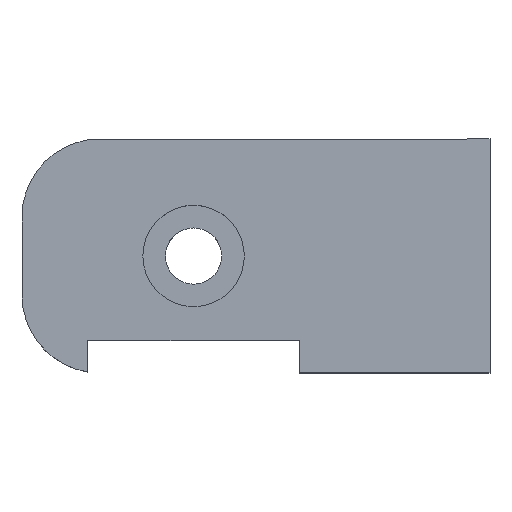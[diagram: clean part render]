
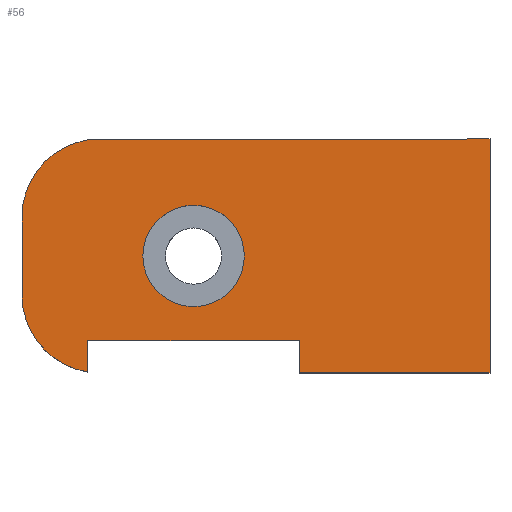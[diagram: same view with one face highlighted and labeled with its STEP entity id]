
A CAD part, top view. The second image highlights one B-rep face of the part: STEP entity #56.
In plain terms, the highlighted face is planar.
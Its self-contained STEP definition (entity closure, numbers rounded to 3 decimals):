
#3 = VERTEX_POINT ( 'NONE', #249 ) ;
#13 = EDGE_CURVE ( 'NONE', #308, #356, #302, .T. ) ;
#25 = AXIS2_PLACEMENT_3D ( 'NONE', #30, #420, #378 ) ;
#28 = ORIENTED_EDGE ( 'NONE', *, *, #296, .F. ) ;
#30 = CARTESIAN_POINT ( 'NONE',  ( -88.5, -133.5, -45.5 ) ) ;
#31 = AXIS2_PLACEMENT_3D ( 'NONE', #529, #523, #385 ) ;
#32 = CARTESIAN_POINT ( 'NONE',  ( -99.5, -131., -45.5 ) ) ;
#35 = CARTESIAN_POINT ( 'NONE',  ( -94.5, -131., -45.5 ) ) ;
#38 = DIRECTION ( 'NONE',  ( 1., -0.002, 0. ) ) ;
#47 = VERTEX_POINT ( 'NONE', #387 ) ;
#49 = CARTESIAN_POINT ( 'NONE',  ( -81.707, -128.063, -45.5 ) ) ;
#53 = CARTESIAN_POINT ( 'NONE',  ( -95.293, -140.937, -45.5 ) ) ;
#54 = AXIS2_PLACEMENT_3D ( 'NONE', #35, #456, #288 ) ;
#56 = ADVANCED_FACE ( 'NONE', ( #214, #398 ), #85, .T. ) ;
#57 = CARTESIAN_POINT ( 'NONE',  ( -95.293, -128.063, -45.5 ) ) ;
#62 = CARTESIAN_POINT ( 'NONE',  ( -81.707, -126., -45.5 ) ) ;
#69 = CARTESIAN_POINT ( 'NONE',  ( -69.5, -126., -45.5 ) ) ;
#74 = EDGE_CURVE ( 'NONE', #222, #3, #293, .T. ) ;
#84 = CARTESIAN_POINT ( 'NONE',  ( -88.5, -133.5, -45.5 ) ) ;
#85 = PLANE ( 'NONE',  #31 ) ;
#92 = ORIENTED_EDGE ( 'NONE', *, *, #180, .F. ) ;
#96 = VECTOR ( 'NONE', #232, 1000. ) ;
#124 = DIRECTION ( 'NONE',  ( 0., 1., 0. ) ) ;
#125 = CARTESIAN_POINT ( 'NONE',  ( -69.5, -141., -45.5 ) ) ;
#127 = EDGE_LOOP ( 'NONE', ( #280, #278, #334, #244, #384, #429, #28, #181, #92 ) ) ;
#132 = LINE ( 'NONE', #69, #272 ) ;
#140 = ORIENTED_EDGE ( 'NONE', *, *, #475, .T. ) ;
#142 = CARTESIAN_POINT ( 'NONE',  ( -95.293, -126.063, -45.5 ) ) ;
#146 = VERTEX_POINT ( 'NONE', #53 ) ;
#151 = VERTEX_POINT ( 'NONE', #445 ) ;
#155 = LINE ( 'NONE', #557, #198 ) ;
#162 = VECTOR ( 'NONE', #518, 1000. ) ;
#180 = EDGE_CURVE ( 'NONE', #548, #222, #203, .T. ) ;
#181 = ORIENTED_EDGE ( 'NONE', *, *, #74, .F. ) ;
#188 = VECTOR ( 'NONE', #376, 1000. ) ;
#198 = VECTOR ( 'NONE', #124, 1000. ) ;
#203 = LINE ( 'NONE', #490, #96 ) ;
#204 = DIRECTION ( 'NONE',  ( 0., 0., 1. ) ) ;
#214 = FACE_BOUND ( 'NONE', #392, .T. ) ;
#219 = EDGE_CURVE ( 'NONE', #356, #146, #525, .T. ) ;
#220 = LINE ( 'NONE', #431, #162 ) ;
#222 = VERTEX_POINT ( 'NONE', #57 ) ;
#227 = AXIS2_PLACEMENT_3D ( 'NONE', #84, #204, #295 ) ;
#232 = DIRECTION ( 'NONE',  ( -1., 0., 0. ) ) ;
#244 = ORIENTED_EDGE ( 'NONE', *, *, #502, .F. ) ;
#249 = CARTESIAN_POINT ( 'NONE',  ( -95.293, -126.063, -45.5 ) ) ;
#272 = VECTOR ( 'NONE', #422, 1000. ) ;
#275 = CARTESIAN_POINT ( 'NONE',  ( -99.5, -136., -45.5 ) ) ;
#278 = ORIENTED_EDGE ( 'NONE', *, *, #354, .F. ) ;
#280 = ORIENTED_EDGE ( 'NONE', *, *, #426, .F. ) ;
#288 = DIRECTION ( 'NONE',  ( 1., 0., 0. ) ) ;
#293 = LINE ( 'NONE', #142, #312 ) ;
#295 = DIRECTION ( 'NONE',  ( 1., 0., 0. ) ) ;
#296 = EDGE_CURVE ( 'NONE', #3, #308, #482, .T. ) ;
#302 = LINE ( 'NONE', #329, #188 ) ;
#308 = VERTEX_POINT ( 'NONE', #32 ) ;
#311 = CIRCLE ( 'NONE', #25, 3.25 ) ;
#312 = VECTOR ( 'NONE', #448, 1000. ) ;
#329 = CARTESIAN_POINT ( 'NONE',  ( -99.5, -131., -45.5 ) ) ;
#334 = ORIENTED_EDGE ( 'NONE', *, *, #501, .F. ) ;
#354 = EDGE_CURVE ( 'NONE', #47, #366, #132, .T. ) ;
#356 = VERTEX_POINT ( 'NONE', #275 ) ;
#361 = CIRCLE ( 'NONE', #227, 3.25 ) ;
#366 = VERTEX_POINT ( 'NONE', #62 ) ;
#376 = DIRECTION ( 'NONE',  ( 0., -1., 0. ) ) ;
#378 = DIRECTION ( 'NONE',  ( 1., 0., 0. ) ) ;
#384 = ORIENTED_EDGE ( 'NONE', *, *, #219, .F. ) ;
#385 = DIRECTION ( 'NONE',  ( 1., 0., 0. ) ) ;
#387 = CARTESIAN_POINT ( 'NONE',  ( -69.5, -126., -45.5 ) ) ;
#392 = EDGE_LOOP ( 'NONE', ( #560, #140 ) ) ;
#395 = EDGE_CURVE ( 'NONE', #540, #151, #311, .T. ) ;
#398 = FACE_OUTER_BOUND ( 'NONE', #127, .T. ) ;
#403 = DIRECTION ( 'NONE',  ( 1., 0., 0. ) ) ;
#420 = DIRECTION ( 'NONE',  ( 0., 0., 1. ) ) ;
#421 = VERTEX_POINT ( 'NONE', #125 ) ;
#422 = DIRECTION ( 'NONE',  ( -1., 0., 0. ) ) ;
#425 = CARTESIAN_POINT ( 'NONE',  ( -95.293, -140.937, -45.5 ) ) ;
#426 = EDGE_CURVE ( 'NONE', #366, #548, #220, .T. ) ;
#429 = ORIENTED_EDGE ( 'NONE', *, *, #13, .F. ) ;
#430 = CARTESIAN_POINT ( 'NONE',  ( -85.25, -133.5, -45.5 ) ) ;
#431 = CARTESIAN_POINT ( 'NONE',  ( -81.707, -126., -45.5 ) ) ;
#445 = CARTESIAN_POINT ( 'NONE',  ( -91.75, -133.5, -45.5 ) ) ;
#447 = CARTESIAN_POINT ( 'NONE',  ( -94.5, -136., -45.5 ) ) ;
#448 = DIRECTION ( 'NONE',  ( 0., 1., 0. ) ) ;
#456 = DIRECTION ( 'NONE',  ( 0., 0., 1. ) ) ;
#475 = EDGE_CURVE ( 'NONE', #151, #540, #361, .T. ) ;
#482 = CIRCLE ( 'NONE', #54, 5. ) ;
#484 = DIRECTION ( 'NONE',  ( 0., 0., 1. ) ) ;
#485 = VECTOR ( 'NONE', #38, 1000. ) ;
#490 = CARTESIAN_POINT ( 'NONE',  ( -95.293, -128.063, -45.5 ) ) ;
#498 = LINE ( 'NONE', #425, #485 ) ;
#501 = EDGE_CURVE ( 'NONE', #421, #47, #155, .T. ) ;
#502 = EDGE_CURVE ( 'NONE', #146, #421, #498, .T. ) ;
#518 = DIRECTION ( 'NONE',  ( 0., -1., 0. ) ) ;
#523 = DIRECTION ( 'NONE',  ( 0., 0., -1. ) ) ;
#525 = CIRCLE ( 'NONE', #556, 5. ) ;
#529 = CARTESIAN_POINT ( 'NONE',  ( -94.5, -131., -45.5 ) ) ;
#540 = VERTEX_POINT ( 'NONE', #430 ) ;
#548 = VERTEX_POINT ( 'NONE', #49 ) ;
#556 = AXIS2_PLACEMENT_3D ( 'NONE', #447, #484, #403 ) ;
#557 = CARTESIAN_POINT ( 'NONE',  ( -69.5, -141., -45.5 ) ) ;
#560 = ORIENTED_EDGE ( 'NONE', *, *, #395, .T. ) ;
